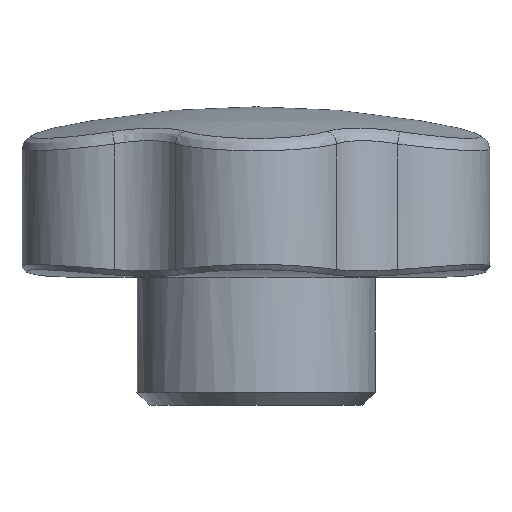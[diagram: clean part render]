
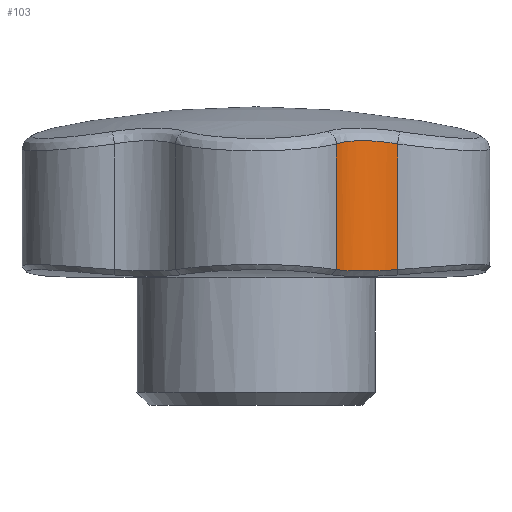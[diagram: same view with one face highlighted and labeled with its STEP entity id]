
A CAD part, front view. The second image highlights one B-rep face of the part: STEP entity #103.
In plain terms, the highlighted cylindrical face has radius 8.5 mm (diameter 17 mm), a partial arc.
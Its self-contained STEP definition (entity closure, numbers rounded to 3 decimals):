
#103 = ADVANCED_FACE( '', ( #264 ), #265, .F. );
#264 = FACE_OUTER_BOUND( '', #918, .T. );
#265 = CYLINDRICAL_SURFACE( '', #919, 8.5 );
#918 = EDGE_LOOP( '', ( #3523, #3524, #3525, #3526 ) );
#919 = AXIS2_PLACEMENT_3D( '', #3527, #3528, #3529 );
#3523 = ORIENTED_EDGE( '', *, *, #4038, .T. );
#3524 = ORIENTED_EDGE( '', *, *, #4039, .T. );
#3525 = ORIENTED_EDGE( '', *, *, #4040, .F. );
#3526 = ORIENTED_EDGE( '', *, *, #4041, .T. );
#3527 = CARTESIAN_POINT( '', ( 16.742, -28.998, 36.7 ) );
#3528 = DIRECTION( '', ( 0., 0., 1. ) );
#3529 = DIRECTION( '', ( -1., 0., 0. ) );
#4038 = EDGE_CURVE( '', #4307, #4308, #4309, .T. );
#4039 = EDGE_CURVE( '', #4308, #4310, #4311, .T. );
#4040 = EDGE_CURVE( '', #4312, #4310, #4313, .T. );
#4041 = EDGE_CURVE( '', #4312, #4307, #4314, .T. );
#4307 = VERTEX_POINT( '', #4931 );
#4308 = VERTEX_POINT( '', #4932 );
#4309 = LINE( '', #4933, #4934 );
#4310 = VERTEX_POINT( '', #4935 );
#4311 = B_SPLINE_CURVE_WITH_KNOTS( '', 3, ( #4936, #4937, #4938, #4939, #4940, #4941, #4942, #4943, #4944, #4945, #4946, #4947, #4948, #4949, #4950, #4951, #4952, #4953, #4954, #4955, #4956, #4957, #4958, #4959, #4960, #4961, #4962, #4963, #4964, #4965, #4966, #4967, #4968, #4969 ), .UNSPECIFIED., .F., .F., ( 4, 1, 1, 1, 1, 1, 1, 1, 1, 1, 1, 1, 1, 1, 1, 1, 1, 1, 1, 1, 1, 1, 1, 1, 1, 1, 1, 1, 1, 1, 1, 4 ), ( 0., 0.032, 0.065, 0.097, 0.129, 0.161, 0.194, 0.226, 0.258, 0.29, 0.323, 0.355, 0.387, 0.419, 0.452, 0.484, 0.516, 0.548, 0.581, 0.613, 0.645, 0.677, 0.709, 0.742, 0.774, 0.806, 0.839, 0.871, 0.903, 0.935, 0.968, 1. ), .UNSPECIFIED. );
#4312 = VERTEX_POINT( '', #4970 );
#4313 = LINE( '', #4971, #4972 );
#4314 = B_SPLINE_CURVE_WITH_KNOTS( '', 3, ( #4973, #4974, #4975, #4976, #4977, #4978, #4979, #4980, #4981, #4982, #4983, #4984, #4985, #4986, #4987, #4988, #4989, #4990, #4991, #4992, #4993, #4994, #4995, #4996, #4997, #4998, #4999, #5000, #5001, #5002, #5003, #5004, #5005, #5006, #5007, #5008 ), .UNSPECIFIED., .F., .F., ( 4, 1, 1, 1, 1, 2, 2, 1, 1, 2, 1, 1, 1, 2, 2, 1, 1, 2, 1, 1, 1, 2, 2, 1, 1, 4 ), ( 0., 0.001, 0.001, 0.002, 0.002, 0.003, 0.003, 0.003, 0.003, 0.003, 0.004, 0.004, 0.005, 0.005, 0.005, 0.006, 0.006, 0.006, 0.006, 0.007, 0.008, 0.008, 0.008, 0.008, 0.008, 0.009 ), .UNSPECIFIED. );
#4931 = CARTESIAN_POINT( '', ( 9.444, -24.64, 30.648 ) );
#4932 = CARTESIAN_POINT( '', ( 9.444, -24.64, 15.902 ) );
#4933 = CARTESIAN_POINT( '', ( 9.444, -24.64, 36.7 ) );
#4934 = VECTOR( '', #7285, 1000. );
#4935 = CARTESIAN_POINT( '', ( 16.617, -20.499, 15.902 ) );
#4936 = CARTESIAN_POINT( '', ( 9.444, -24.64, 15.902 ) );
#4937 = CARTESIAN_POINT( '', ( 9.493, -24.56, 15.896 ) );
#4938 = CARTESIAN_POINT( '', ( 9.589, -24.402, 15.882 ) );
#4939 = CARTESIAN_POINT( '', ( 9.745, -24.17, 15.864 ) );
#4940 = CARTESIAN_POINT( '', ( 9.907, -23.943, 15.846 ) );
#4941 = CARTESIAN_POINT( '', ( 10.076, -23.721, 15.831 ) );
#4942 = CARTESIAN_POINT( '', ( 10.253, -23.505, 15.816 ) );
#4943 = CARTESIAN_POINT( '', ( 10.437, -23.295, 15.803 ) );
#4944 = CARTESIAN_POINT( '', ( 10.627, -23.091, 15.791 ) );
#4945 = CARTESIAN_POINT( '', ( 10.825, -22.894, 15.78 ) );
#4946 = CARTESIAN_POINT( '', ( 11.028, -22.703, 15.771 ) );
#4947 = CARTESIAN_POINT( '', ( 11.238, -22.519, 15.763 ) );
#4948 = CARTESIAN_POINT( '', ( 11.453, -22.341, 15.756 ) );
#4949 = CARTESIAN_POINT( '', ( 11.675, -22.171, 15.751 ) );
#4950 = CARTESIAN_POINT( '', ( 11.902, -22.009, 15.747 ) );
#4951 = CARTESIAN_POINT( '', ( 12.134, -21.854, 15.744 ) );
#4952 = CARTESIAN_POINT( '', ( 12.371, -21.706, 15.743 ) );
#4953 = CARTESIAN_POINT( '', ( 12.612, -21.567, 15.743 ) );
#4954 = CARTESIAN_POINT( '', ( 12.858, -21.435, 15.744 ) );
#4955 = CARTESIAN_POINT( '', ( 13.109, -21.312, 15.747 ) );
#4956 = CARTESIAN_POINT( '', ( 13.363, -21.197, 15.751 ) );
#4957 = CARTESIAN_POINT( '', ( 13.621, -21.09, 15.756 ) );
#4958 = CARTESIAN_POINT( '', ( 13.882, -20.992, 15.763 ) );
#4959 = CARTESIAN_POINT( '', ( 14.146, -20.902, 15.771 ) );
#4960 = CARTESIAN_POINT( '', ( 14.414, -20.821, 15.78 ) );
#4961 = CARTESIAN_POINT( '', ( 14.683, -20.749, 15.791 ) );
#4962 = CARTESIAN_POINT( '', ( 14.955, -20.686, 15.803 ) );
#4963 = CARTESIAN_POINT( '', ( 15.229, -20.632, 15.816 ) );
#4964 = CARTESIAN_POINT( '', ( 15.504, -20.587, 15.831 ) );
#4965 = CARTESIAN_POINT( '', ( 15.781, -20.551, 15.846 ) );
#4966 = CARTESIAN_POINT( '', ( 16.059, -20.524, 15.864 ) );
#4967 = CARTESIAN_POINT( '', ( 16.338, -20.506, 15.882 ) );
#4968 = CARTESIAN_POINT( '', ( 16.524, -20.501, 15.896 ) );
#4969 = CARTESIAN_POINT( '', ( 16.617, -20.499, 15.902 ) );
#4970 = CARTESIAN_POINT( '', ( 16.617, -20.499, 30.648 ) );
#4971 = CARTESIAN_POINT( '', ( 16.617, -20.499, 36.7 ) );
#4972 = VECTOR( '', #7286, 1000. );
#4973 = CARTESIAN_POINT( '', ( 16.617, -20.499, 30.648 ) );
#4974 = CARTESIAN_POINT( '', ( 16.437, -20.501, 30.68 ) );
#4975 = CARTESIAN_POINT( '', ( 16.078, -20.518, 30.739 ) );
#4976 = CARTESIAN_POINT( '', ( 15.545, -20.577, 30.816 ) );
#4977 = CARTESIAN_POINT( '', ( 15.016, -20.669, 30.882 ) );
#4978 = CARTESIAN_POINT( '', ( 14.492, -20.795, 30.936 ) );
#4979 = CARTESIAN_POINT( '', ( 14.146, -20.902, 30.965 ) );
#4980 = CARTESIAN_POINT( '', ( 13.952, -20.969, 30.979 ) );
#4981 = CARTESIAN_POINT( '', ( 13.93, -20.976, 30.98 ) );
#4982 = CARTESIAN_POINT( '', ( 13.888, -20.991, 30.983 ) );
#4983 = CARTESIAN_POINT( '', ( 13.823, -21.014, 30.988 ) );
#4984 = CARTESIAN_POINT( '', ( 13.674, -21.07, 30.997 ) );
#4985 = CARTESIAN_POINT( '', ( 13.548, -21.12, 31.004 ) );
#4986 = CARTESIAN_POINT( '', ( 13.297, -21.225, 31.016 ) );
#4987 = CARTESIAN_POINT( '', ( 12.969, -21.375, 31.029 ) );
#4988 = CARTESIAN_POINT( '', ( 12.492, -21.63, 31.035 ) );
#4989 = CARTESIAN_POINT( '', ( 12.032, -21.915, 31.029 ) );
#4990 = CARTESIAN_POINT( '', ( 11.736, -22.126, 31.017 ) );
#4991 = CARTESIAN_POINT( '', ( 11.573, -22.25, 31.007 ) );
#4992 = CARTESIAN_POINT( '', ( 11.555, -22.264, 31.006 ) );
#4993 = CARTESIAN_POINT( '', ( 11.519, -22.292, 31.004 ) );
#4994 = CARTESIAN_POINT( '', ( 11.465, -22.334, 31.001 ) );
#4995 = CARTESIAN_POINT( '', ( 11.341, -22.433, 30.992 ) );
#4996 = CARTESIAN_POINT( '', ( 11.237, -22.521, 30.984 ) );
#4997 = CARTESIAN_POINT( '', ( 11.032, -22.699, 30.965 ) );
#4998 = CARTESIAN_POINT( '', ( 10.767, -22.944, 30.937 ) );
#4999 = CARTESIAN_POINT( '', ( 10.397, -23.334, 30.882 ) );
#5000 = CARTESIAN_POINT( '', ( 10.051, -23.746, 30.817 ) );
#5001 = CARTESIAN_POINT( '', ( 9.838, -24.036, 30.765 ) );
#5002 = CARTESIAN_POINT( '', ( 9.723, -24.203, 30.734 ) );
#5003 = CARTESIAN_POINT( '', ( 9.711, -24.222, 30.73 ) );
#5004 = CARTESIAN_POINT( '', ( 9.685, -24.259, 30.723 ) );
#5005 = CARTESIAN_POINT( '', ( 9.648, -24.316, 30.712 ) );
#5006 = CARTESIAN_POINT( '', ( 9.561, -24.448, 30.687 ) );
#5007 = CARTESIAN_POINT( '', ( 9.49, -24.563, 30.664 ) );
#5008 = CARTESIAN_POINT( '', ( 9.444, -24.64, 30.648 ) );
#7285 = DIRECTION( '', ( 0., 0., -1. ) );
#7286 = DIRECTION( '', ( 0., 0., -1. ) );
